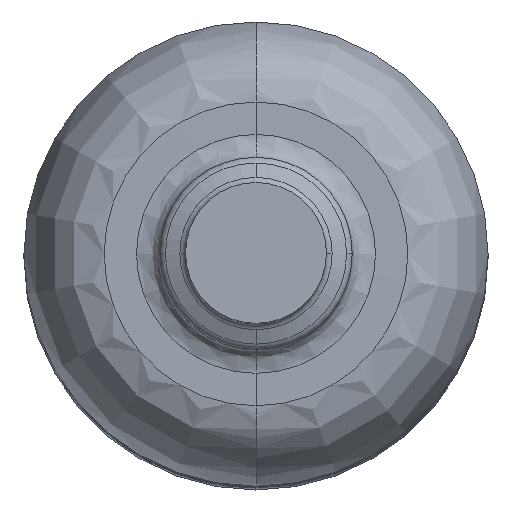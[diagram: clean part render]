
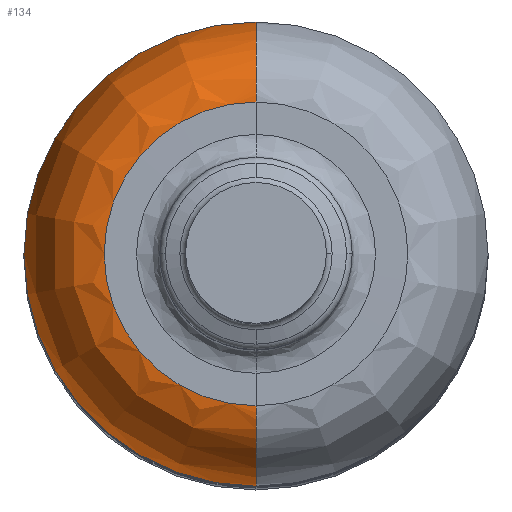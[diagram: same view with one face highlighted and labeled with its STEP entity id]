
A CAD part, top view. The second image highlights one B-rep face of the part: STEP entity #134.
In plain terms, the highlighted face is a revolution surface.
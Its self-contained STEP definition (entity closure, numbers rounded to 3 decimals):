
#134 = ADVANCED_FACE( '', ( #324 ), #325, .T. );
#324 = FACE_OUTER_BOUND( '', #615, .T. );
#325 = SURFACE_OF_REVOLUTION( '', #616, #617 );
#615 = EDGE_LOOP( '', ( #1568, #1569, #1570, #1571 ) );
#616 = ( B_SPLINE_CURVE( 3, ( #1573, #1574, #1575, #1576, #1577 ), .UNSPECIFIED., .F., .F. )B_SPLINE_CURVE_WITH_KNOTS( ( 4, 1, 4 ), ( -2.766, -2.353, -1.941 ), .UNSPECIFIED. )RATIONAL_B_SPLINE_CURVE( ( 1.17, 1.057, 0.943, 1.057, 1.17 ) )BOUNDED_CURVE(  )REPRESENTATION_ITEM( '' )GEOMETRIC_REPRESENTATION_ITEM(  )CURVE(  ) );
#617 = AXIS1_PLACEMENT( '', #1584, #1585 );
#1568 = ORIENTED_EDGE( '', *, *, #2771, .T. );
#1569 = ORIENTED_EDGE( '', *, *, #2733, .F. );
#1570 = ORIENTED_EDGE( '', *, *, #2772, .F. );
#1571 = ORIENTED_EDGE( '', *, *, #2765, .T. );
#1573 = CARTESIAN_POINT( '', ( 0., 64.681, 511.599 ) );
#1574 = CARTESIAN_POINT( '', ( 0., 73.635, 511.527 ) );
#1575 = CARTESIAN_POINT( '', ( 0., 91.817, 501.099 ) );
#1576 = CARTESIAN_POINT( '', ( 0., 98.89, 474.614 ) );
#1577 = CARTESIAN_POINT( '', ( 0., 98.89, 461.6 ) );
#1584 = CARTESIAN_POINT( '', ( 0., 0., 511.599 ) );
#1585 = DIRECTION( '', ( 0., 0., -1. ) );
#2733 = EDGE_CURVE( '', #3122, #3125, #3126, .T. );
#2765 = EDGE_CURVE( '', #3181, #3179, #3182, .T. );
#2771 = EDGE_CURVE( '', #3179, #3125, #3189, .T. );
#2772 = EDGE_CURVE( '', #3181, #3122, #3190, .T. );
#3122 = VERTEX_POINT( '', #4187 );
#3125 = VERTEX_POINT( '', #4191 );
#3126 = CIRCLE( '', #4192, 64.681 );
#3179 = VERTEX_POINT( '', #4292 );
#3181 = VERTEX_POINT( '', #4294 );
#3182 = CIRCLE( '', #4295, 98.89 );
#3189 = ELLIPSE( '', #4340, 50., 34.4 );
#3190 = ELLIPSE( '', #4341, 50., 34.4 );
#4187 = CARTESIAN_POINT( '', ( 0., 64.681, 511.599 ) );
#4191 = CARTESIAN_POINT( '', ( 0., -64.681, 511.599 ) );
#4192 = AXIS2_PLACEMENT_3D( '', #4970, #4971, #4972 );
#4292 = CARTESIAN_POINT( '', ( 0., -98.89, 461.6 ) );
#4294 = CARTESIAN_POINT( '', ( 0., 98.89, 461.6 ) );
#4295 = AXIS2_PLACEMENT_3D( '', #5042, #5043, #5044 );
#4340 = AXIS2_PLACEMENT_3D( '', #5054, #5055, #5056 );
#4341 = AXIS2_PLACEMENT_3D( '', #5057, #5058, #5059 );
#4970 = CARTESIAN_POINT( '', ( 0., 0., 511.599 ) );
#4971 = DIRECTION( '', ( 0., 0., 1. ) );
#4972 = DIRECTION( '', ( 0., 1., 0. ) );
#5042 = CARTESIAN_POINT( '', ( 0., 0., 461.6 ) );
#5043 = DIRECTION( '', ( 0., 0., 1. ) );
#5044 = DIRECTION( '', ( 0., 1., 0. ) );
#5054 = CARTESIAN_POINT( '', ( 0., -64.49, 461.6 ) );
#5055 = DIRECTION( '', ( -1., 0., 0. ) );
#5056 = DIRECTION( '', ( 0., 0., -1. ) );
#5057 = CARTESIAN_POINT( '', ( 0., 64.49, 461.6 ) );
#5058 = DIRECTION( '', ( 1., 0., 0. ) );
#5059 = DIRECTION( '', ( 0., 0., -1. ) );
